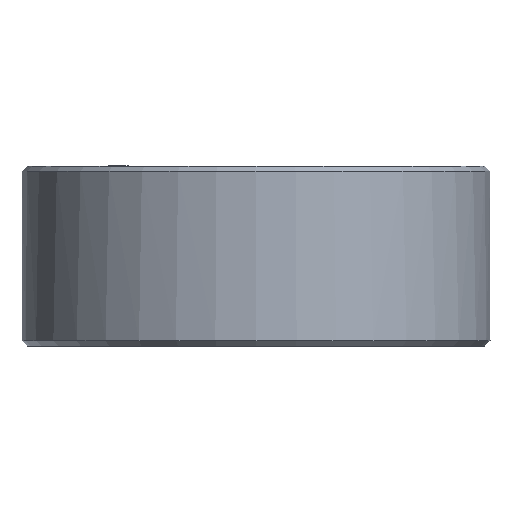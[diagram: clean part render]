
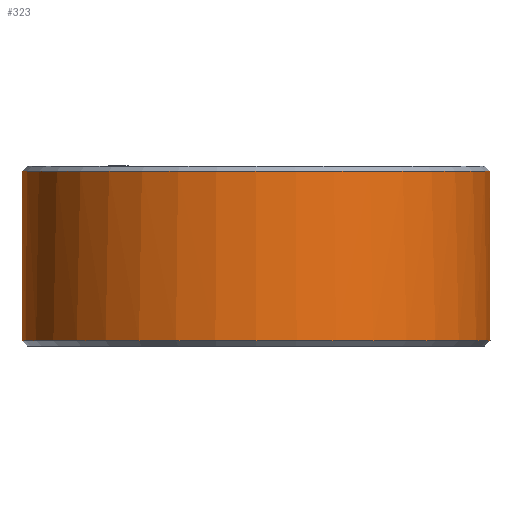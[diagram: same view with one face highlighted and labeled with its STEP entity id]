
A CAD part, front view. The second image highlights one B-rep face of the part: STEP entity #323.
In plain terms, the highlighted cylindrical face has radius 13 mm (diameter 26 mm), a full revolution.
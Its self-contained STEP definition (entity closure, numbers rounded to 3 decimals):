
#33 = ORIENTED_EDGE ( 'NONE', *, *, #297, .T. ) ;
#58 = DIRECTION ( 'NONE',  ( -1., 0., 0. ) ) ;
#68 = DIRECTION ( 'NONE',  ( 0., 0., 1. ) ) ;
#87 = CARTESIAN_POINT ( 'NONE',  ( -12.988, 0.55, 4. ) ) ;
#107 = LINE ( 'NONE', #1375, #314 ) ;
#112 = VECTOR ( 'NONE', #1122, 1000. ) ;
#179 = EDGE_CURVE ( 'NONE', #479, #705, #627, .T. ) ;
#180 = CARTESIAN_POINT ( 'NONE',  ( 12.988, -0.55, 4. ) ) ;
#190 = CIRCLE ( 'NONE', #397, 13. ) ;
#206 = DIRECTION ( 'NONE',  ( -1., 0., 0. ) ) ;
#211 = CARTESIAN_POINT ( 'NONE',  ( -12.988, 0.55, 4. ) ) ;
#216 = AXIS2_PLACEMENT_3D ( 'NONE', #1303, #1210, #58 ) ;
#236 = ORIENTED_EDGE ( 'NONE', *, *, #625, .T. ) ;
#257 = VERTEX_POINT ( 'NONE', #1417 ) ;
#269 = CIRCLE ( 'NONE', #1177, 13. ) ;
#274 = DIRECTION ( 'NONE',  ( 0., 0., 1. ) ) ;
#297 = EDGE_CURVE ( 'NONE', #1164, #1115, #334, .T. ) ;
#314 = VECTOR ( 'NONE', #511, 1000. ) ;
#323 = ADVANCED_FACE ( 'NONE', ( #453, #954 ), #1450, .T. ) ;
#326 = DIRECTION ( 'NONE',  ( 0., 0., 1. ) ) ;
#334 = LINE ( 'NONE', #211, #866 ) ;
#338 = ORIENTED_EDGE ( 'NONE', *, *, #1232, .T. ) ;
#384 = DIRECTION ( 'NONE',  ( 0., 0., -1. ) ) ;
#397 = AXIS2_PLACEMENT_3D ( 'NONE', #1167, #274, #1398 ) ;
#453 = FACE_OUTER_BOUND ( 'NONE', #807, .T. ) ;
#475 = AXIS2_PLACEMENT_3D ( 'NONE', #1440, #326, #1319 ) ;
#479 = VERTEX_POINT ( 'NONE', #1477 ) ;
#511 = DIRECTION ( 'NONE',  ( 0., 0., 1. ) ) ;
#538 = CARTESIAN_POINT ( 'NONE',  ( 0., 0., 4.7 ) ) ;
#558 = VERTEX_POINT ( 'NONE', #1255 ) ;
#575 = CARTESIAN_POINT ( 'NONE',  ( -12.988, -0.55, 4. ) ) ;
#581 = AXIS2_PLACEMENT_3D ( 'NONE', #820, #1568, #1054 ) ;
#625 = EDGE_CURVE ( 'NONE', #1115, #1604, #869, .T. ) ;
#627 = LINE ( 'NONE', #1265, #112 ) ;
#705 = VERTEX_POINT ( 'NONE', #575 ) ;
#725 = CARTESIAN_POINT ( 'NONE',  ( -12.988, 0.55, 4.7 ) ) ;
#743 = EDGE_CURVE ( 'NONE', #938, #257, #1518, .T. ) ;
#765 = CARTESIAN_POINT ( 'NONE',  ( 12.988, 0.55, 4. ) ) ;
#789 = EDGE_CURVE ( 'NONE', #938, #558, #107, .T. ) ;
#807 = EDGE_LOOP ( 'NONE', ( #1547 ) ) ;
#814 = VECTOR ( 'NONE', #1224, 1000. ) ;
#820 = CARTESIAN_POINT ( 'NONE',  ( 0., 0., -4.7 ) ) ;
#828 = DIRECTION ( 'NONE',  ( 0., 0., -1. ) ) ;
#831 = LINE ( 'NONE', #765, #814 ) ;
#845 = EDGE_CURVE ( 'NONE', #1604, #257, #831, .T. ) ;
#866 = VECTOR ( 'NONE', #68, 1000. ) ;
#869 = CIRCLE ( 'NONE', #1152, 13. ) ;
#931 = EDGE_CURVE ( 'NONE', #1164, #705, #190, .T. ) ;
#938 = VERTEX_POINT ( 'NONE', #180 ) ;
#954 = FACE_OUTER_BOUND ( 'NONE', #1053, .T. ) ;
#1002 = ORIENTED_EDGE ( 'NONE', *, *, #845, .T. ) ;
#1053 = EDGE_LOOP ( 'NONE', ( #236, #1002, #1576, #1145, #338, #1527, #1315, #33 ) ) ;
#1054 = DIRECTION ( 'NONE',  ( -1., 0., 0. ) ) ;
#1069 = CARTESIAN_POINT ( 'NONE',  ( 0., 0., 4.7 ) ) ;
#1078 = VERTEX_POINT ( 'NONE', #1314 ) ;
#1115 = VERTEX_POINT ( 'NONE', #725 ) ;
#1122 = DIRECTION ( 'NONE',  ( 0., 0., -1. ) ) ;
#1124 = DIRECTION ( 'NONE',  ( -1., 0., 0. ) ) ;
#1145 = ORIENTED_EDGE ( 'NONE', *, *, #789, .T. ) ;
#1152 = AXIS2_PLACEMENT_3D ( 'NONE', #538, #384, #1124 ) ;
#1160 = EDGE_CURVE ( 'NONE', #1078, #1078, #1285, .T. ) ;
#1164 = VERTEX_POINT ( 'NONE', #87 ) ;
#1167 = CARTESIAN_POINT ( 'NONE',  ( 0., 0., 4. ) ) ;
#1171 = CARTESIAN_POINT ( 'NONE',  ( 12.988, 0.55, 4.7 ) ) ;
#1177 = AXIS2_PLACEMENT_3D ( 'NONE', #1069, #828, #206 ) ;
#1210 = DIRECTION ( 'NONE',  ( 0., 0., -1. ) ) ;
#1224 = DIRECTION ( 'NONE',  ( 0., 0., -1. ) ) ;
#1232 = EDGE_CURVE ( 'NONE', #558, #479, #269, .T. ) ;
#1255 = CARTESIAN_POINT ( 'NONE',  ( 12.988, -0.55, 4.7 ) ) ;
#1265 = CARTESIAN_POINT ( 'NONE',  ( -12.988, -0.55, 4. ) ) ;
#1285 = CIRCLE ( 'NONE', #581, 13. ) ;
#1303 = CARTESIAN_POINT ( 'NONE',  ( 0., 0., 5. ) ) ;
#1314 = CARTESIAN_POINT ( 'NONE',  ( -13., 0., -4.7 ) ) ;
#1315 = ORIENTED_EDGE ( 'NONE', *, *, #931, .F. ) ;
#1319 = DIRECTION ( 'NONE',  ( -1., 0., 0. ) ) ;
#1375 = CARTESIAN_POINT ( 'NONE',  ( 12.988, -0.55, 4. ) ) ;
#1398 = DIRECTION ( 'NONE',  ( -1., 0., 0. ) ) ;
#1417 = CARTESIAN_POINT ( 'NONE',  ( 12.988, 0.55, 4. ) ) ;
#1440 = CARTESIAN_POINT ( 'NONE',  ( 0., 0., 4. ) ) ;
#1450 = CYLINDRICAL_SURFACE ( 'NONE', #216, 13. ) ;
#1477 = CARTESIAN_POINT ( 'NONE',  ( -12.988, -0.55, 4.7 ) ) ;
#1518 = CIRCLE ( 'NONE', #475, 13. ) ;
#1527 = ORIENTED_EDGE ( 'NONE', *, *, #179, .T. ) ;
#1547 = ORIENTED_EDGE ( 'NONE', *, *, #1160, .T. ) ;
#1568 = DIRECTION ( 'NONE',  ( 0., 0., 1. ) ) ;
#1576 = ORIENTED_EDGE ( 'NONE', *, *, #743, .F. ) ;
#1604 = VERTEX_POINT ( 'NONE', #1171 ) ;
